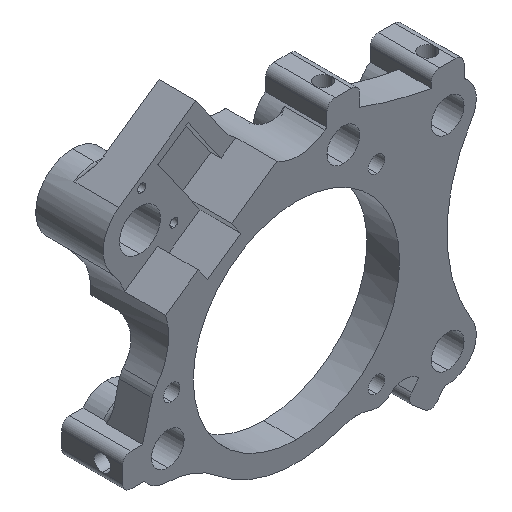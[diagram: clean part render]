
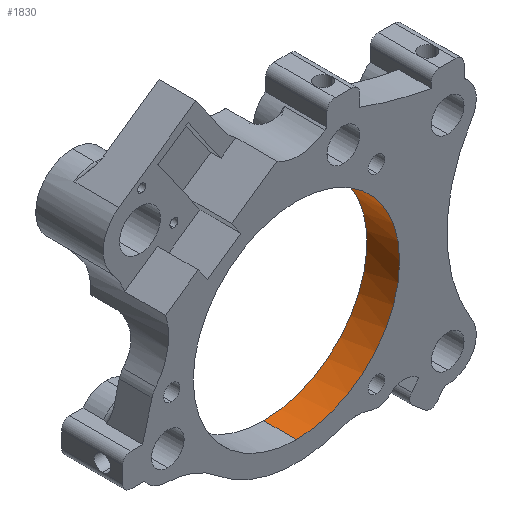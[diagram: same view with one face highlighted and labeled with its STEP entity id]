
A CAD part, isometric view. The second image highlights one B-rep face of the part: STEP entity #1830.
In plain terms, the highlighted cylindrical face has radius 25.25 mm (diameter 50.5 mm), a partial arc.
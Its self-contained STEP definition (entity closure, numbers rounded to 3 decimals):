
#36 = DIRECTION ( 'NONE',  ( 0., 1., 0. ) ) ;
#82 = DIRECTION ( 'NONE',  ( 0., 0., 1. ) ) ;
#179 = DIRECTION ( 'NONE',  ( 0., 0., 1. ) ) ;
#297 = LINE ( 'NONE', #3531, #2912 ) ;
#324 = AXIS2_PLACEMENT_3D ( 'NONE', #3294, #36, #1836 ) ;
#326 = VERTEX_POINT ( 'NONE', #868 ) ;
#454 = ORIENTED_EDGE ( 'NONE', *, *, #3742, .T. ) ;
#485 = CIRCLE ( 'NONE', #324, 25.25 ) ;
#563 = AXIS2_PLACEMENT_3D ( 'NONE', #3341, #3002, #179 ) ;
#605 = CARTESIAN_POINT ( 'NONE',  ( 11.499, 0., 22.48 ) ) ;
#713 = CARTESIAN_POINT ( 'NONE',  ( 0., -8., -25.25 ) ) ;
#714 = DIRECTION ( 'NONE',  ( 0., 0., 1. ) ) ;
#798 = EDGE_CURVE ( 'NONE', #326, #2047, #485, .T. ) ;
#820 = VERTEX_POINT ( 'NONE', #4262 ) ;
#865 = CARTESIAN_POINT ( 'NONE',  ( 0., -8., 0. ) ) ;
#868 = CARTESIAN_POINT ( 'NONE',  ( 0., -8., 25.25 ) ) ;
#954 = EDGE_CURVE ( 'NONE', #4492, #1338, #2578, .T. ) ;
#1047 = ORIENTED_EDGE ( 'NONE', *, *, #2908, .F. ) ;
#1061 = EDGE_CURVE ( 'NONE', #1338, #3770, #1756, .T. ) ;
#1126 = CARTESIAN_POINT ( 'NONE',  ( 5.641, 0., 24.612 ) ) ;
#1338 = VERTEX_POINT ( 'NONE', #1126 ) ;
#1503 = DIRECTION ( 'NONE',  ( 0., 1., 0. ) ) ;
#1756 = CIRCLE ( 'NONE', #3839, 25.25 ) ;
#1830 = ADVANCED_FACE ( 'NONE', ( #3685 ), #3340, .F. ) ;
#1836 = DIRECTION ( 'NONE',  ( 0., 0., 1. ) ) ;
#1918 = ORIENTED_EDGE ( 'NONE', *, *, #1061, .T. ) ;
#1982 = DIRECTION ( 'NONE',  ( 0., 1., 0. ) ) ;
#1993 = AXIS2_PLACEMENT_3D ( 'NONE', #865, #3634, #82 ) ;
#2047 = VERTEX_POINT ( 'NONE', #713 ) ;
#2229 = CARTESIAN_POINT ( 'NONE',  ( 0., -8., -25.25 ) ) ;
#2314 = CIRCLE ( 'NONE', #2995, 25.25 ) ;
#2494 = CARTESIAN_POINT ( 'NONE',  ( 0., 0., 25.25 ) ) ;
#2578 = CIRCLE ( 'NONE', #563, 25.25 ) ;
#2633 = ORIENTED_EDGE ( 'NONE', *, *, #798, .F. ) ;
#2811 = LINE ( 'NONE', #2229, #4403 ) ;
#2908 = EDGE_CURVE ( 'NONE', #2047, #820, #2811, .T. ) ;
#2912 = VECTOR ( 'NONE', #3854, 1000. ) ;
#2995 = AXIS2_PLACEMENT_3D ( 'NONE', #4494, #1982, #3801 ) ;
#3002 = DIRECTION ( 'NONE',  ( 0., 1., 0. ) ) ;
#3294 = CARTESIAN_POINT ( 'NONE',  ( 0., -8., 0. ) ) ;
#3340 = CYLINDRICAL_SURFACE ( 'NONE', #1993, 25.25 ) ;
#3341 = CARTESIAN_POINT ( 'NONE',  ( 0., 0., 0. ) ) ;
#3531 = CARTESIAN_POINT ( 'NONE',  ( 0., -8., 25.25 ) ) ;
#3596 = EDGE_LOOP ( 'NONE', ( #1047, #2633, #4307, #4574, #1918, #454 ) ) ;
#3634 = DIRECTION ( 'NONE',  ( 0., 1., 0. ) ) ;
#3685 = FACE_OUTER_BOUND ( 'NONE', #3596, .T. ) ;
#3742 = EDGE_CURVE ( 'NONE', #3770, #820, #2314, .T. ) ;
#3770 = VERTEX_POINT ( 'NONE', #605 ) ;
#3801 = DIRECTION ( 'NONE',  ( 0., 0., 1. ) ) ;
#3839 = AXIS2_PLACEMENT_3D ( 'NONE', #3969, #3948, #714 ) ;
#3854 = DIRECTION ( 'NONE',  ( 0., 1., 0. ) ) ;
#3948 = DIRECTION ( 'NONE',  ( 0., 1., 0. ) ) ;
#3969 = CARTESIAN_POINT ( 'NONE',  ( 0., 0., 0. ) ) ;
#4103 = EDGE_CURVE ( 'NONE', #326, #4492, #297, .T. ) ;
#4262 = CARTESIAN_POINT ( 'NONE',  ( 0., 0., -25.25 ) ) ;
#4307 = ORIENTED_EDGE ( 'NONE', *, *, #4103, .T. ) ;
#4403 = VECTOR ( 'NONE', #1503, 1000. ) ;
#4492 = VERTEX_POINT ( 'NONE', #2494 ) ;
#4494 = CARTESIAN_POINT ( 'NONE',  ( 0., 0., 0. ) ) ;
#4574 = ORIENTED_EDGE ( 'NONE', *, *, #954, .T. ) ;
